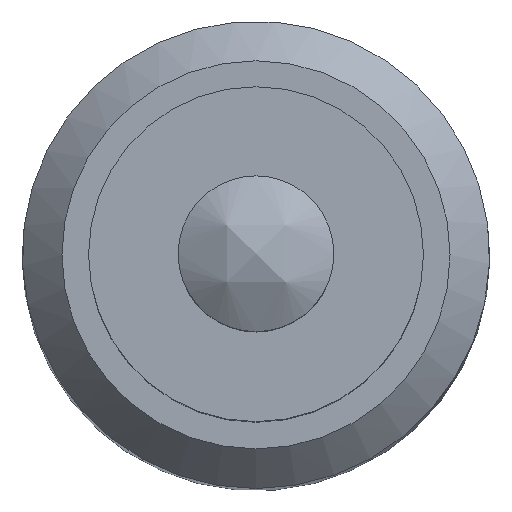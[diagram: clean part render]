
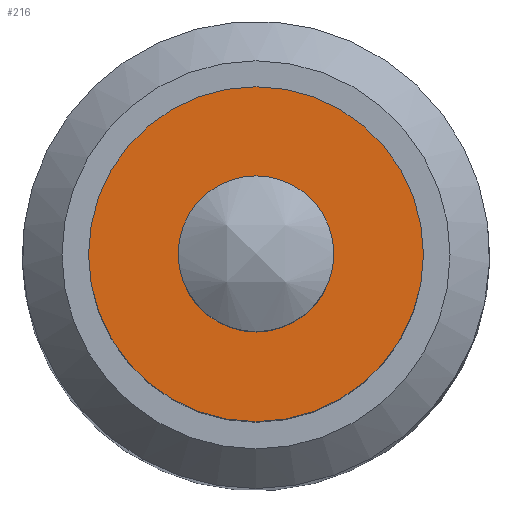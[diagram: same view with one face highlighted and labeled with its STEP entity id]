
A CAD part, top view. The second image highlights one B-rep face of the part: STEP entity #216.
In plain terms, the highlighted face is planar.
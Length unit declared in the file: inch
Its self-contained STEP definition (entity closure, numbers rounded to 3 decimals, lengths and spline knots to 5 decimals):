
#30 = PLANE ( 'NONE',  #329 ) ;
#52 = AXIS2_PLACEMENT_3D ( 'NONE', #402, #372, #54 ) ;
#54 = DIRECTION ( 'NONE',  ( 1., 0., 0. ) ) ;
#55 = VERTEX_POINT ( 'NONE', #191 ) ;
#57 = EDGE_CURVE ( 'NONE', #257, #257, #129, .T. ) ;
#60 = DIRECTION ( 'NONE',  ( 0., -1., 0. ) ) ;
#84 = CARTESIAN_POINT ( 'NONE',  ( 0.03937, 1.06268, 0. ) ) ;
#129 = CIRCLE ( 'NONE', #52, 0.03937 ) ;
#154 = FACE_OUTER_BOUND ( 'NONE', #386, .T. ) ;
#160 = CARTESIAN_POINT ( 'NONE',  ( 0., 1.06268, 0. ) ) ;
#174 = ORIENTED_EDGE ( 'NONE', *, *, #57, .F. ) ;
#191 = CARTESIAN_POINT ( 'NONE',  ( 0.08465, 1.06268, 0. ) ) ;
#200 = FACE_BOUND ( 'NONE', #274, .T. ) ;
#203 = CARTESIAN_POINT ( 'NONE',  ( 0., 1.06268, 0.08465 ) ) ;
#216 = ADVANCED_FACE ( 'NONE', ( #154, #200 ), #30, .F. ) ;
#257 = VERTEX_POINT ( 'NONE', #84 ) ;
#267 = AXIS2_PLACEMENT_3D ( 'NONE', #160, #60, #273 ) ;
#273 = DIRECTION ( 'NONE',  ( 1., 0., 0. ) ) ;
#274 = EDGE_LOOP ( 'NONE', ( #174 ) ) ;
#302 = ORIENTED_EDGE ( 'NONE', *, *, #305, .F. ) ;
#305 = EDGE_CURVE ( 'NONE', #55, #55, #384, .T. ) ;
#329 = AXIS2_PLACEMENT_3D ( 'NONE', #203, #448, #340 ) ;
#340 = DIRECTION ( 'NONE',  ( 1., 0., 0. ) ) ;
#372 = DIRECTION ( 'NONE',  ( 0., 1., 0. ) ) ;
#384 = CIRCLE ( 'NONE', #267, 0.08465 ) ;
#386 = EDGE_LOOP ( 'NONE', ( #302 ) ) ;
#402 = CARTESIAN_POINT ( 'NONE',  ( 0., 1.06268, 0. ) ) ;
#448 = DIRECTION ( 'NONE',  ( 0., -1., 0. ) ) ;
